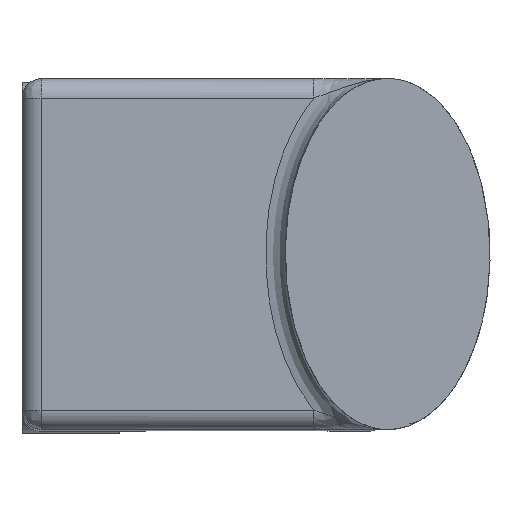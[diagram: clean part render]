
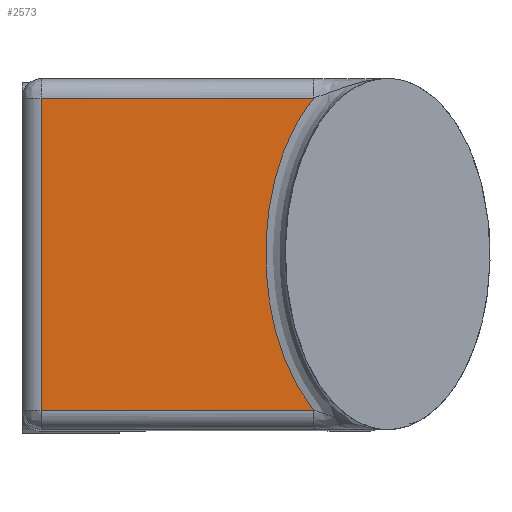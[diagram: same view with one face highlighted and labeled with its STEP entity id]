
A CAD part, top view. The second image highlights one B-rep face of the part: STEP entity #2573.
In plain terms, the highlighted free-form (B-spline) face has degree [1, 1] with [2, 2] control points.
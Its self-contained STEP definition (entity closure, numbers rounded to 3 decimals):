
#2231 = VERTEX_POINT('',#2232);
#2232 = CARTESIAN_POINT('',(-9.487,20.027,
    140.812));
#2249 = VERTEX_POINT('',#2250);
#2250 = CARTESIAN_POINT('',(-9.487,-20.027,
    140.812));
#2274 = EDGE_CURVE('',#2249,#2231,#2275,.T.);
#2275 = B_SPLINE_CURVE_WITH_KNOTS('',5,(#2276,#2277,#2278,#2279,#2280,
    #2281,#2282,#2283,#2284,#2285,#2286,#2287,#2288,#2289,#2290,#2291,
    #2292,#2293,#2294,#2295,#2296),.UNSPECIFIED.,.F.,.F.,(6,3,3,3,3,3,6)
  ,(31.493,32.152,42.365,57.759,
    73.153,83.365,84.023),.UNSPECIFIED.);
#2276 = CARTESIAN_POINT('',(-9.487,-20.027,
    140.812));
#2277 = CARTESIAN_POINT('',(-9.55,-19.951,
    140.812));
#2278 = CARTESIAN_POINT('',(-9.613,-19.874,
    140.812));
#2279 = CARTESIAN_POINT('',(-9.675,-19.797,
    140.812));
#2280 = CARTESIAN_POINT('',(-10.693,-18.519,
    140.812));
#2281 = CARTESIAN_POINT('',(-11.598,-17.106,
    140.812));
#2282 = CARTESIAN_POINT('',(-12.349,-15.682,
    140.812));
#2283 = CARTESIAN_POINT('',(-13.987,-11.923,
    140.812));
#2284 = CARTESIAN_POINT('',(-15.025,-7.786,
    140.812));
#2285 = CARTESIAN_POINT('',(-15.439,-5.217,
    140.812));
#2286 = CARTESIAN_POINT('',(-15.853,0.001,
    140.812));
#2287 = CARTESIAN_POINT('',(-15.439,5.219,
    140.812));
#2288 = CARTESIAN_POINT('',(-15.025,7.788,
    140.812));
#2289 = CARTESIAN_POINT('',(-13.986,11.925,
    140.812));
#2290 = CARTESIAN_POINT('',(-12.348,15.684,
    140.812));
#2291 = CARTESIAN_POINT('',(-11.597,17.107,
    140.812));
#2292 = CARTESIAN_POINT('',(-10.693,18.52,
    140.812));
#2293 = CARTESIAN_POINT('',(-9.675,19.798,
    140.812));
#2294 = CARTESIAN_POINT('',(-9.613,19.875,
    140.812));
#2295 = CARTESIAN_POINT('',(-9.55,19.951,
    140.812));
#2296 = CARTESIAN_POINT('',(-9.487,20.027,
    140.812));
#2573 = ADVANCED_FACE('',(#2574),#2596,.T.);
#2574 = FACE_BOUND('',#2575,.T.);
#2575 = EDGE_LOOP('',(#2576,#2577,#2584,#2591));
#2576 = ORIENTED_EDGE('',*,*,#2274,.T.);
#2577 = ORIENTED_EDGE('',*,*,#2578,.T.);
#2578 = EDGE_CURVE('',#2231,#2579,#2581,.T.);
#2579 = VERTEX_POINT('',#2580);
#2580 = CARTESIAN_POINT('',(-44.434,20.027,
    140.812));
#2581 = B_SPLINE_CURVE_WITH_KNOTS('',1,(#2582,#2583),.UNSPECIFIED.,.F.,
  .F.,(2,2),(-13.96,13.96),.PIECEWISE_BEZIER_KNOTS.);
#2582 = CARTESIAN_POINT('',(-9.487,20.027,
    140.812));
#2583 = CARTESIAN_POINT('',(-44.434,20.027,
    140.812));
#2584 = ORIENTED_EDGE('',*,*,#2585,.F.);
#2585 = EDGE_CURVE('',#2586,#2579,#2588,.T.);
#2586 = VERTEX_POINT('',#2587);
#2587 = CARTESIAN_POINT('',(-44.434,-20.027,
    140.812));
#2588 = B_SPLINE_CURVE_WITH_KNOTS('',1,(#2589,#2590),.UNSPECIFIED.,.F.,
  .F.,(2,2),(-16.,16.),.PIECEWISE_BEZIER_KNOTS.);
#2589 = CARTESIAN_POINT('',(-44.434,-20.027,
    140.812));
#2590 = CARTESIAN_POINT('',(-44.434,20.027,
    140.812));
#2591 = ORIENTED_EDGE('',*,*,#2592,.T.);
#2592 = EDGE_CURVE('',#2586,#2249,#2593,.T.);
#2593 = B_SPLINE_CURVE_WITH_KNOTS('',1,(#2594,#2595),.UNSPECIFIED.,.F.,
  .F.,(2,2),(-13.96,13.96),.PIECEWISE_BEZIER_KNOTS.);
#2594 = CARTESIAN_POINT('',(-44.434,-20.027,
    140.812));
#2595 = CARTESIAN_POINT('',(-9.487,-20.027,
    140.812));
#2596 = B_SPLINE_SURFACE_WITH_KNOTS('',1,1,(
    (#2597,#2598)
    ,(#2599,#2600
    )),.UNSPECIFIED.,.F.,.F.,.F.,(2,2),(2,2),(2.,34.),(7.58,
    35.5),.PIECEWISE_BEZIER_KNOTS.);
#2597 = CARTESIAN_POINT('',(-9.487,-20.027,
    140.812));
#2598 = CARTESIAN_POINT('',(-44.434,-20.027,
    140.812));
#2599 = CARTESIAN_POINT('',(-9.487,20.027,
    140.812));
#2600 = CARTESIAN_POINT('',(-44.434,20.027,
    140.812));
